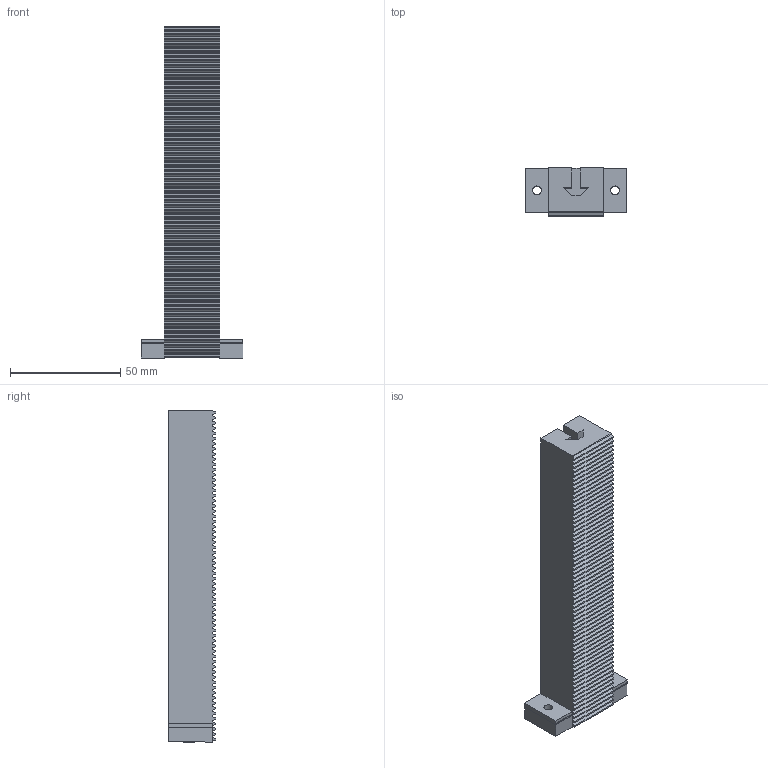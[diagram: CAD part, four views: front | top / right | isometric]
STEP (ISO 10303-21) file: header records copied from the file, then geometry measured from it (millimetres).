
FILE_DESCRIPTION(/* description */ (''),/* implementation_level */ '2;1');
FILE_NAME(/* name */ 'Rack_Gear_New_Version v6.step',/* time_stamp */ '2024-05-28T21:34:53+01:00',/* author */ (''),/* organization */ (''),/* preprocessor_version */ 'ST-DEVELOPER v20',/* originating_system */ 'Autodesk Translation Framework v12.20.1.177',/* authorisation */ '');
FILE_SCHEMA (('AUTOMOTIVE_DESIGN { 1 0 10303 214 3 1 1 }'));
Length unit declared in the file: millimetre
Products named in the file (2): Rack_Gear_New_Version; Rack Gear (64 teeth)
Assembly tree (1 placements, depth 2):
  Rack_Gear_New_Version
    Rack Gear (64 teeth)
Bounding box: 46 x 21.69 x 150.8 mm (x, y, z)
Volume: 72955 mm3; surface area: 26347.3 mm2
Topology: 3 solids, 3 shells, 437 faces, 1287 edges, 858 vertices
Faces by surface type: plane 304, cylinder 133
Full cylindrical faces by diameter (mm): 4 x3
Entity records: 14574 total; most frequent: CARTESIAN_POINT 2585, ORIENTED_EDGE 2574, DIRECTION 2435, EDGE_CURVE 1287, LINE 1019, VECTOR 1019, VERTEX_POINT 858, AXIS2_PLACEMENT_3D 708
